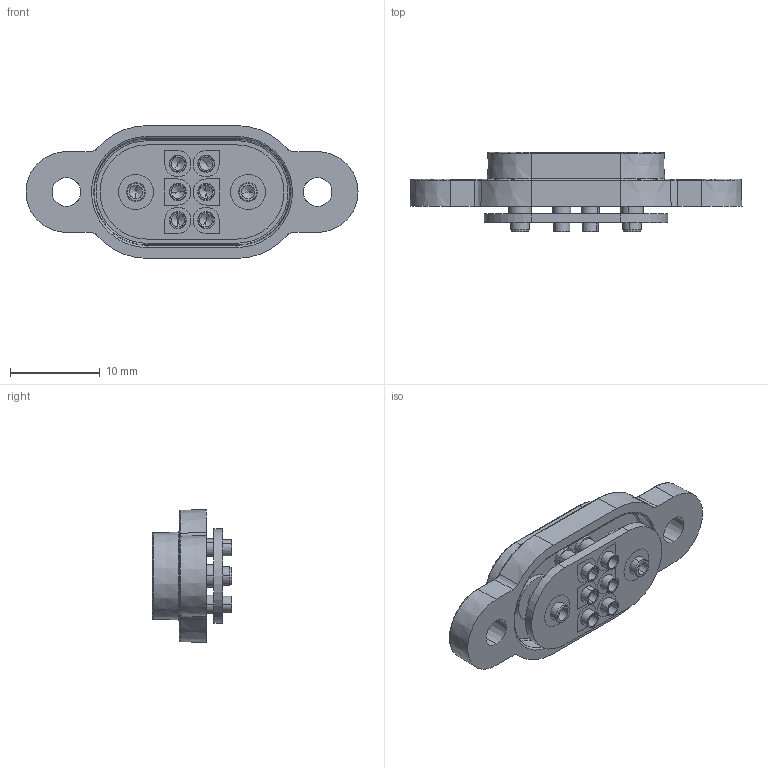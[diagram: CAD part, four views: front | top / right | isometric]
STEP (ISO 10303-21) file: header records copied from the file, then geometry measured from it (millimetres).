
FILE_DESCRIPTION (( 'STEP AP214' ), '1' );
FILE_NAME ('UEBK-30397.STEP', '2023-03-31T18:41:37', ( '' ), ( '' ), 'SwSTEP 2.0', 'SolidWorks 2022', '' );
FILE_SCHEMA (( 'AUTOMOTIVE_DESIGN' ));
Length unit declared in the file: millimetre
Products named in the file (1): UEBK-30397
Bounding box: 37 x 8.85 x 14.8 mm (x, y, z)
Volume: 1544.2 mm3; surface area: 2674.8 mm2
Topology: 10 solids, 10 shells, 416 faces, 918 edges, 556 vertices
Faces by surface type: cylinder 172, cone 110, plane 88, bspline 46
Entity records: 16847 total; most frequent: CARTESIAN_POINT 2851, DIRECTION 2106, ORIENTED_EDGE 1804, EDGE_CURVE 902, AXIS2_PLACEMENT_3D 875, VERTEX_POINT 556, CIRCLE 504, EDGE_LOOP 502
